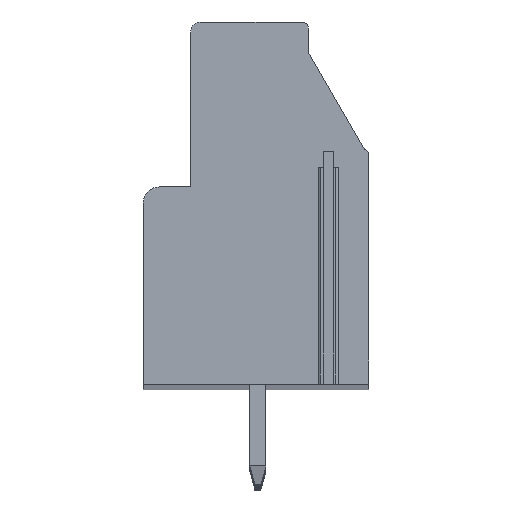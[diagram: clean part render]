
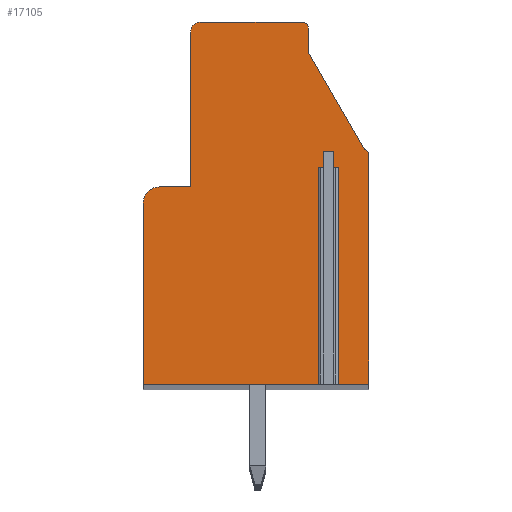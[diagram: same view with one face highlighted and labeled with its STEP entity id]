
A CAD part, top view. The second image highlights one B-rep face of the part: STEP entity #17105.
In plain terms, the highlighted planar face has unit normal (0, 0, 1).
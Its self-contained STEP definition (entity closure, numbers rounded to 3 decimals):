
#5335=DIRECTION('',(-1.,0.,0.));
#5336=VECTOR('',#5335,0.5);
#5337=CARTESIAN_POINT('',(3.85,2.55,3.75));
#5338=LINE('',#5337,#5336);
#5339=DIRECTION('',(0.,1.,0.));
#5340=VECTOR('',#5339,0.8);
#5341=CARTESIAN_POINT('',(3.35,1.75,3.75));
#5342=LINE('',#5341,#5340);
#5343=DIRECTION('',(0.,1.,0.));
#5344=VECTOR('',#5343,10.75);
#5345=CARTESIAN_POINT('',(3.35,-9.,3.75));
#5346=LINE('',#5345,#5344);
#5347=DIRECTION('',(1.,0.,0.));
#5348=VECTOR('',#5347,8.95);
#5349=CARTESIAN_POINT('',(-5.6,-9.,3.75));
#5350=LINE('',#5349,#5348);
#5351=DIRECTION('',(0.,-1.,0.));
#5352=VECTOR('',#5351,9.);
#5353=CARTESIAN_POINT('',(-5.6,0.,3.75));
#5354=LINE('',#5353,#5352);
#5355=CARTESIAN_POINT('',(-4.8,0.,3.75));
#5356=DIRECTION('',(0.,0.,1.));
#5357=DIRECTION('',(0.,1.,0.));
#5358=AXIS2_PLACEMENT_3D('',#5355,#5356,#5357);
#5360=DIRECTION('',(-1.,0.,0.));
#5361=VECTOR('',#5360,1.55);
#5362=CARTESIAN_POINT('',(-3.25,0.8,3.75));
#5363=LINE('',#5362,#5361);
#5364=DIRECTION('',(0.,-1.,0.));
#5365=VECTOR('',#5364,7.7);
#5366=CARTESIAN_POINT('',(-3.25,8.5,3.75));
#5367=LINE('',#5366,#5365);
#5368=CARTESIAN_POINT('',(-2.75,8.5,3.75));
#5369=DIRECTION('',(0.,0.,1.));
#5370=DIRECTION('',(0.,1.,0.));
#5371=AXIS2_PLACEMENT_3D('',#5368,#5369,#5370);
#5373=DIRECTION('',(-1.,0.,0.));
#5374=VECTOR('',#5373,5.05);
#5375=CARTESIAN_POINT('',(2.3,9.,3.75));
#5376=LINE('',#5375,#5374);
#5377=CARTESIAN_POINT('',(2.3,8.7,3.75));
#5378=DIRECTION('',(0.,0.,1.));
#5379=DIRECTION('',(1.,0.,0.));
#5380=AXIS2_PLACEMENT_3D('',#5377,#5378,#5379);
#5382=DIRECTION('',(0.,1.,0.));
#5383=VECTOR('',#5382,1.2);
#5384=CARTESIAN_POINT('',(2.6,7.5,3.75));
#5385=LINE('',#5384,#5383);
#5386=DIRECTION('',(-0.5,0.866,0.));
#5387=VECTOR('',#5386,5.6);
#5388=CARTESIAN_POINT('',(5.4,2.65,3.75));
#5389=LINE('',#5388,#5387);
#5390=CARTESIAN_POINT('',(5.4,2.45,3.75));
#5391=DIRECTION('',(0.,0.,1.));
#5392=DIRECTION('',(1.,0.,0.));
#5393=AXIS2_PLACEMENT_3D('',#5390,#5391,#5392);
#5395=DIRECTION('',(0.,1.,0.));
#5396=VECTOR('',#5395,11.45);
#5397=CARTESIAN_POINT('',(5.6,-9.,3.75));
#5398=LINE('',#5397,#5396);
#5399=DIRECTION('',(1.,0.,0.));
#5400=VECTOR('',#5399,1.75);
#5401=CARTESIAN_POINT('',(3.85,-9.,3.75));
#5402=LINE('',#5401,#5400);
#5403=DIRECTION('',(0.,1.,0.));
#5404=VECTOR('',#5403,10.75);
#5405=CARTESIAN_POINT('',(3.85,-9.,3.75));
#5406=LINE('',#5405,#5404);
#5407=DIRECTION('',(0.,1.,0.));
#5408=VECTOR('',#5407,0.8);
#5409=CARTESIAN_POINT('',(3.85,1.75,3.75));
#5410=LINE('',#5409,#5408);
#8093=CARTESIAN_POINT('',(5.6,-9.,3.75));
#8094=CARTESIAN_POINT('',(5.6,2.45,3.75));
#8095=VERTEX_POINT('',#8093);
#8096=VERTEX_POINT('',#8094);
#8097=CARTESIAN_POINT('',(5.4,2.65,3.75));
#8098=VERTEX_POINT('',#8097);
#8099=CARTESIAN_POINT('',(2.6,7.5,3.75));
#8100=VERTEX_POINT('',#8099);
#8102=CARTESIAN_POINT('',(-5.6,-9.,3.75));
#8104=VERTEX_POINT('',#8102);
#8121=CARTESIAN_POINT('',(3.35,-9.,3.75));
#8122=VERTEX_POINT('',#8121);
#8123=CARTESIAN_POINT('',(3.85,-9.,3.75));
#8124=VERTEX_POINT('',#8123);
#8294=CARTESIAN_POINT('',(-3.25,0.8,3.75));
#8296=VERTEX_POINT('',#8294);
#8301=CARTESIAN_POINT('',(-4.8,0.8,3.75));
#8302=VERTEX_POINT('',#8301);
#8303=CARTESIAN_POINT('',(-5.6,0.,3.75));
#8304=VERTEX_POINT('',#8303);
#8309=CARTESIAN_POINT('',(-2.75,9.,3.75));
#8310=VERTEX_POINT('',#8309);
#8311=CARTESIAN_POINT('',(-3.25,8.5,3.75));
#8312=VERTEX_POINT('',#8311);
#8317=CARTESIAN_POINT('',(2.6,8.7,3.75));
#8318=VERTEX_POINT('',#8317);
#8319=CARTESIAN_POINT('',(2.3,9.,3.75));
#8320=VERTEX_POINT('',#8319);
#8325=CARTESIAN_POINT('',(3.85,2.55,3.75));
#8326=CARTESIAN_POINT('',(3.35,2.55,3.75));
#8327=VERTEX_POINT('',#8325);
#8328=VERTEX_POINT('',#8326);
#8329=CARTESIAN_POINT('',(3.35,1.75,3.75));
#8330=VERTEX_POINT('',#8329);
#8331=CARTESIAN_POINT('',(3.85,1.75,3.75));
#8332=VERTEX_POINT('',#8331);
#17075=CARTESIAN_POINT('',(0.,0.,3.75));
#17076=DIRECTION('',(0.,0.,1.));
#17077=DIRECTION('',(1.,0.,0.));
#17078=AXIS2_PLACEMENT_3D('',#17075,#17076,#17077);
#17079=PLANE('',#17078);
#17081=ORIENTED_EDGE('',*,*,#17080,.T.);
#17083=ORIENTED_EDGE('',*,*,#17082,.F.);
#17085=ORIENTED_EDGE('',*,*,#17084,.F.);
#17086=ORIENTED_EDGE('',*,*,#16742,.F.);
#17087=ORIENTED_EDGE('',*,*,#17068,.F.);
#17088=ORIENTED_EDGE('',*,*,#10257,.F.);
#17089=ORIENTED_EDGE('',*,*,#10273,.F.);
#17090=ORIENTED_EDGE('',*,*,#10285,.F.);
#17091=ORIENTED_EDGE('',*,*,#10300,.F.);
#17092=ORIENTED_EDGE('',*,*,#10315,.F.);
#17093=ORIENTED_EDGE('',*,*,#16460,.F.);
#17094=ORIENTED_EDGE('',*,*,#16475,.F.);
#17095=ORIENTED_EDGE('',*,*,#16488,.F.);
#17096=ORIENTED_EDGE('',*,*,#16502,.F.);
#17097=ORIENTED_EDGE('',*,*,#16516,.F.);
#17098=ORIENTED_EDGE('',*,*,#16754,.F.);
#17100=ORIENTED_EDGE('',*,*,#17099,.T.);
#17102=ORIENTED_EDGE('',*,*,#17101,.T.);
#17103=EDGE_LOOP('',(#17081,#17083,#17085,#17086,#17087,#17088,#17089,#17090,
#17091,#17092,#17093,#17094,#17095,#17096,#17097,#17098,#17100,#17102));
#17104=FACE_OUTER_BOUND('',#17103,.F.);
#5359=CIRCLE('',#5358,0.8);
#5372=CIRCLE('',#5371,0.5);
#5381=CIRCLE('',#5380,0.3);
#5394=CIRCLE('',#5393,0.2);
#10257=EDGE_CURVE('',#8302,#8304,#5359,.T.);
#10273=EDGE_CURVE('',#8296,#8302,#5363,.T.);
#10285=EDGE_CURVE('',#8312,#8296,#5367,.T.);
#10300=EDGE_CURVE('',#8310,#8312,#5372,.T.);
#10315=EDGE_CURVE('',#8320,#8310,#5376,.T.);
#16460=EDGE_CURVE('',#8318,#8320,#5381,.T.);
#16475=EDGE_CURVE('',#8100,#8318,#5385,.T.);
#16488=EDGE_CURVE('',#8098,#8100,#5389,.T.);
#16502=EDGE_CURVE('',#8096,#8098,#5394,.T.);
#16516=EDGE_CURVE('',#8095,#8096,#5398,.T.);
#16742=EDGE_CURVE('',#8104,#8122,#5350,.T.);
#16754=EDGE_CURVE('',#8124,#8095,#5402,.T.);
#17068=EDGE_CURVE('',#8304,#8104,#5354,.T.);
#17080=EDGE_CURVE('',#8327,#8328,#5338,.T.);
#17082=EDGE_CURVE('',#8330,#8328,#5342,.T.);
#17084=EDGE_CURVE('',#8122,#8330,#5346,.T.);
#17099=EDGE_CURVE('',#8124,#8332,#5406,.T.);
#17101=EDGE_CURVE('',#8332,#8327,#5410,.T.);
#17105=ADVANCED_FACE('',(#17104),#17079,.T.);
